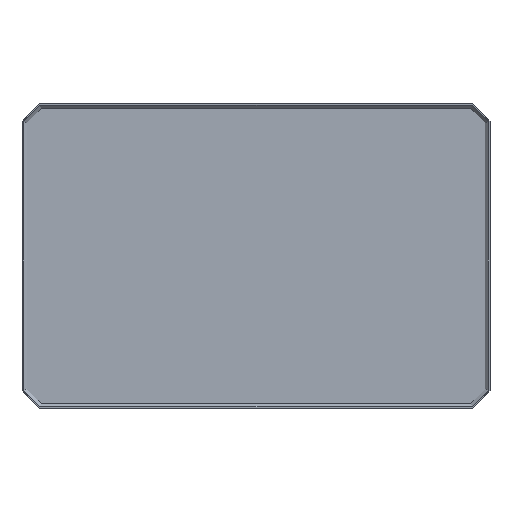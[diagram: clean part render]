
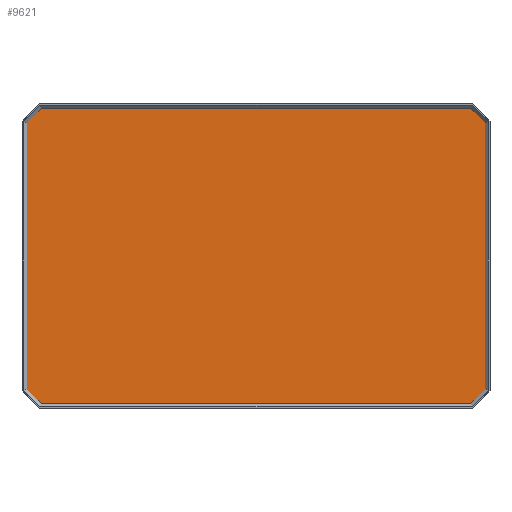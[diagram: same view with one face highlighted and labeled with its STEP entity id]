
A CAD part, top view. The second image highlights one B-rep face of the part: STEP entity #9621.
In plain terms, the highlighted planar face has unit normal (0, 0, 1).
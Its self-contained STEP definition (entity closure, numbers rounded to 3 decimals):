
#115=FACE_OUTER_BOUND('',#660,.T.);
#660=EDGE_LOOP('',(#6681,#6682,#6683,#6684,#6685,#6686,#6687,#6688));
#1386=LINE('',#13654,#2786);
#1387=LINE('',#13656,#2787);
#1388=LINE('',#13658,#2788);
#1389=LINE('',#13660,#2789);
#1390=LINE('',#13662,#2790);
#1391=LINE('',#13664,#2791);
#1392=LINE('',#13666,#2792);
#1393=LINE('',#13667,#2793);
#2786=VECTOR('',#11077,10.);
#2787=VECTOR('',#11078,10.);
#2788=VECTOR('',#11079,10.);
#2789=VECTOR('',#11080,10.);
#2790=VECTOR('',#11081,10.);
#2791=VECTOR('',#11082,10.);
#2792=VECTOR('',#11083,10.);
#2793=VECTOR('',#11084,10.);
#4097=VERTEX_POINT('',#13652);
#4098=VERTEX_POINT('',#13653);
#4099=VERTEX_POINT('',#13655);
#4100=VERTEX_POINT('',#13657);
#4101=VERTEX_POINT('',#13659);
#4102=VERTEX_POINT('',#13661);
#4103=VERTEX_POINT('',#13663);
#4104=VERTEX_POINT('',#13665);
#5050=EDGE_CURVE('',#4097,#4098,#1386,.T.);
#5051=EDGE_CURVE('',#4099,#4097,#1387,.T.);
#5052=EDGE_CURVE('',#4100,#4099,#1388,.T.);
#5053=EDGE_CURVE('',#4101,#4100,#1389,.T.);
#5054=EDGE_CURVE('',#4102,#4101,#1390,.T.);
#5055=EDGE_CURVE('',#4103,#4102,#1391,.T.);
#5056=EDGE_CURVE('',#4104,#4103,#1392,.T.);
#5057=EDGE_CURVE('',#4098,#4104,#1393,.T.);
#6681=ORIENTED_EDGE('',*,*,#5050,.F.);
#6682=ORIENTED_EDGE('',*,*,#5051,.F.);
#6683=ORIENTED_EDGE('',*,*,#5052,.F.);
#6684=ORIENTED_EDGE('',*,*,#5053,.F.);
#6685=ORIENTED_EDGE('',*,*,#5054,.F.);
#6686=ORIENTED_EDGE('',*,*,#5055,.F.);
#6687=ORIENTED_EDGE('',*,*,#5056,.F.);
#6688=ORIENTED_EDGE('',*,*,#5057,.F.);
#9076=PLANE('',#10168);
#9621=ADVANCED_FACE('',(#115),#9076,.T.);
#10168=AXIS2_PLACEMENT_3D('',#13651,#11075,#11076);
#11075=DIRECTION('center_axis',(0.,0.,1.));
#11076=DIRECTION('ref_axis',(1.,0.,0.));
#11077=DIRECTION('',(0.707,0.707,0.));
#11078=DIRECTION('',(0.,1.,0.));
#11079=DIRECTION('',(-0.707,0.707,0.));
#11080=DIRECTION('',(-1.,0.,0.));
#11081=DIRECTION('',(-0.707,-0.707,0.));
#11082=DIRECTION('',(0.,-1.,0.));
#11083=DIRECTION('',(0.707,-0.707,0.));
#11084=DIRECTION('',(1.,0.,0.));
#13651=CARTESIAN_POINT('Origin',(50.,25.,4.2));
#13652=CARTESIAN_POINT('',(-20.1,65.648,4.2));
#13653=CARTESIAN_POINT('',(-15.648,70.1,4.2));
#13654=CARTESIAN_POINT('',(-10.306,75.442,4.2));
#13655=CARTESIAN_POINT('',(-20.1,-15.648,4.2));
#13656=CARTESIAN_POINT('',(-20.1,45.614,4.2));
#13657=CARTESIAN_POINT('',(-15.648,-20.1,4.2));
#13658=CARTESIAN_POINT('',(-12.942,-22.806,4.2));
#13659=CARTESIAN_POINT('',(115.648,-20.1,4.2));
#13660=CARTESIAN_POINT('',(16.886,-20.1,4.2));
#13661=CARTESIAN_POINT('',(120.1,-15.648,4.2));
#13662=CARTESIAN_POINT('',(110.306,-25.442,4.2));
#13663=CARTESIAN_POINT('',(120.1,65.648,4.2));
#13664=CARTESIAN_POINT('',(120.1,4.386,4.2));
#13665=CARTESIAN_POINT('',(115.648,70.1,4.2));
#13666=CARTESIAN_POINT('',(112.942,72.806,4.2));
#13667=CARTESIAN_POINT('',(83.114,70.1,4.2));
